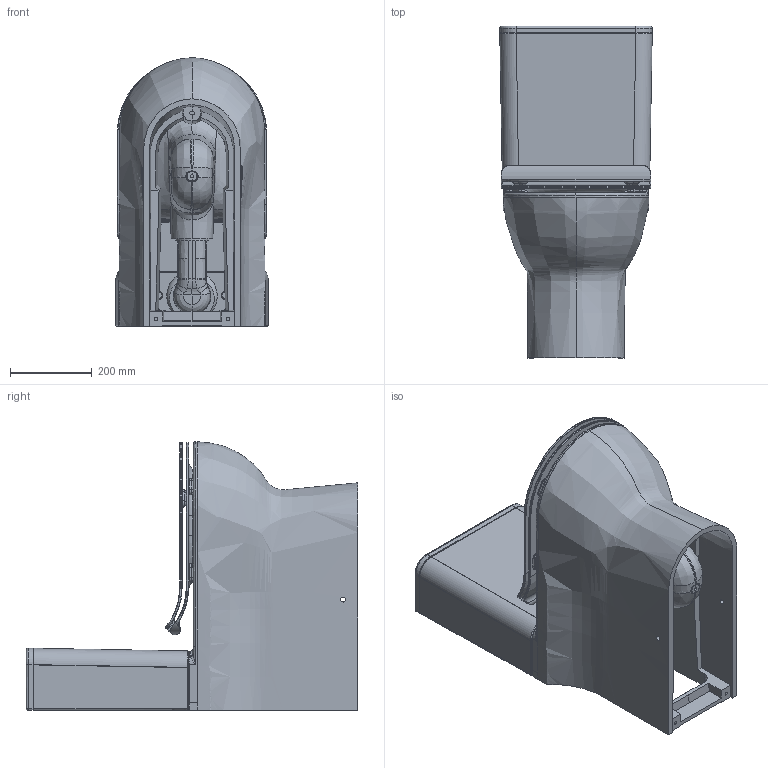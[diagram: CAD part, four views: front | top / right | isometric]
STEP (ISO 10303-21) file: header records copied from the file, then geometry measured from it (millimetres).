
FILE_DESCRIPTION (( 'STEP AP214' ), '1' );
FILE_NAME ('AUCC01_STEP_ASM_V10822.STEP', '2022-08-22T14:25:07', ( '' ), ( '' ), 'SwSTEP 2.0', 'SolidWorks 2019', '' );
FILE_SCHEMA (( 'AUTOMOTIVE_DESIGN' ));
Length unit declared in the file: millimetre
Products named in the file (4): AUCC01_STEP_ASM_V10822; AUTS02_V10819; INDCI01_V10822; 1608 Saneux Austen CC with 1465 (INDCI01) tank wc revd w4
Assembly tree (3 placements, depth 2):
  AUCC01_STEP_ASM_V10822
    1608 Saneux Austen CC with 1465 (INDCI01) tank wc revd w4
    INDCI01_V10822
    AUTS02_V10819
Bounding box: 372.17 x 810.12 x 655.2 mm (x, y, z)
Volume: 36313614.1 mm3; surface area: 4291825.8 mm2
Topology: 9 solids, 13 shells, 1185 faces, 3141 edges, 1978 vertices
Faces by surface type: bspline 706, cylinder 204, plane 176, torus 93, cone 6
Entity records: 194176 total; most frequent: CARTESIAN_POINT 168883, ORIENTED_EDGE 6242, EDGE_CURVE 3121, DIRECTION 2805, VERTEX_POINT 1978, B_SPLINE_CURVE_WITH_KNOTS 1867, EDGE_LOOP 1247, ADVANCED_FACE 1185
